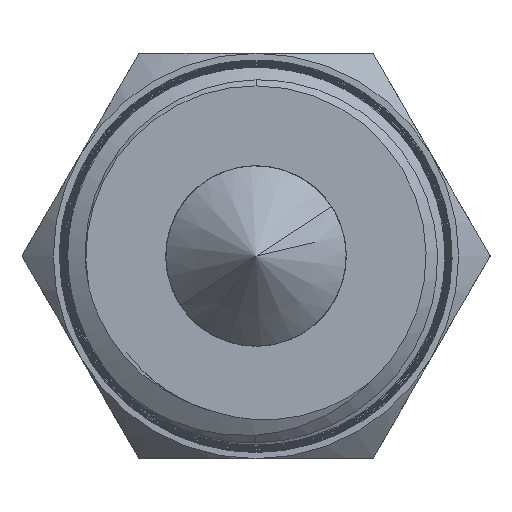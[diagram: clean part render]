
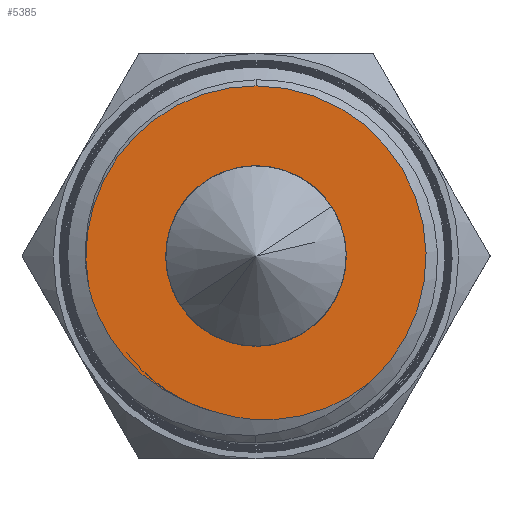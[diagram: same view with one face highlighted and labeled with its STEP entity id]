
A CAD part, front view. The second image highlights one B-rep face of the part: STEP entity #5385.
In plain terms, the highlighted planar face has unit normal (0, -1, 0).
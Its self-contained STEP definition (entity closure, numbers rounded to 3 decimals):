
#53 = DIRECTION ( 'NONE',  ( 0., -1., 0. ) ) ;
#54 = CARTESIAN_POINT ( 'NONE',  ( -3.813, -14., -7.882 ) ) ;
#57 = CARTESIAN_POINT ( 'NONE',  ( -8.913, -14., -2.364 ) ) ;
#83 = CARTESIAN_POINT ( 'NONE',  ( 2.592, -14., -8.644 ) ) ;
#84 = CARTESIAN_POINT ( 'NONE',  ( -6.204, -14., -6.416 ) ) ;
#109 = CARTESIAN_POINT ( 'NONE',  ( -2.696, -14., -8.351 ) ) ;
#146 = CARTESIAN_POINT ( 'NONE',  ( -8.194, -14., -3.966 ) ) ;
#174 = CARTESIAN_POINT ( 'NONE',  ( 5.583, -14., -7.313 ) ) ;
#517 = DIRECTION ( 'NONE',  ( 0., -1., 0. ) ) ;
#698 = EDGE_CURVE ( 'NONE', #4806, #5696, #1136, .T. ) ;
#717 = CARTESIAN_POINT ( 'NONE',  ( -4.47, -14., -7.61 ) ) ;
#775 = CARTESIAN_POINT ( 'NONE',  ( 3.986, -14., -8.185 ) ) ;
#780 = VERTEX_POINT ( 'NONE', #8275 ) ;
#786 = PLANE ( 'NONE',  #2285 ) ;
#837 = CARTESIAN_POINT ( 'NONE',  ( -0.68, -14., -8.84 ) ) ;
#987 = ORIENTED_EDGE ( 'NONE', *, *, #698, .F. ) ;
#990 = FACE_OUTER_BOUND ( 'NONE', #7742, .T. ) ;
#1107 = VERTEX_POINT ( 'NONE', #2121 ) ;
#1136 = B_SPLINE_CURVE_WITH_KNOTS ( 'NONE', 3,
 ( #3550, #1497, #174, #7027, #7680, #775, #7794, #5675, #83, #8435, #3581, #837, #2935, #4217 ),
 .UNSPECIFIED., .F., .F.,
 ( 4, 2, 2, 2, 2, 2, 4 ),
 ( 0.006, 0.007, 0.008, 0.009, 0.01, 0.012, 0.015 ),
 .UNSPECIFIED. ) ;
#1497 = CARTESIAN_POINT ( 'NONE',  ( 5.885, -14., -7.098 ) ) ;
#1498 = CARTESIAN_POINT ( 'NONE',  ( -8.015, -14., -4.275 ) ) ;
#1708 = AXIS2_PLACEMENT_3D ( 'NONE', #1762, #3783, #6508 ) ;
#1762 = CARTESIAN_POINT ( 'NONE',  ( 0., -14., 0. ) ) ;
#1863 = EDGE_LOOP ( 'NONE', ( #3061, #4723 ) ) ;
#2117 = EDGE_CURVE ( 'NONE', #8716, #6448, #8587, .T. ) ;
#2121 = CARTESIAN_POINT ( 'NONE',  ( -3.813, -14., -7.882 ) ) ;
#2145 = CARTESIAN_POINT ( 'NONE',  ( -9.079, -14., -1.679 ) ) ;
#2194 = VERTEX_POINT ( 'NONE', #5247 ) ;
#2272 = DIRECTION ( 'NONE',  ( 0., 0., 1. ) ) ;
#2285 = AXIS2_PLACEMENT_3D ( 'NONE', #5047, #5747, #2272 ) ;
#2394 = CARTESIAN_POINT ( 'NONE',  ( 0., -14., 4.9 ) ) ;
#2817 = CARTESIAN_POINT ( 'NONE',  ( -7.416, -14., -5.142 ) ) ;
#2845 = CARTESIAN_POINT ( 'NONE',  ( -6.963, -14., -5.678 ) ) ;
#2906 = CARTESIAN_POINT ( 'NONE',  ( -3.813, -14., -7.882 ) ) ;
#2935 = CARTESIAN_POINT ( 'NONE',  ( -1.403, -14., -8.714 ) ) ;
#2963 = CARTESIAN_POINT ( 'NONE',  ( 0., -14., -4.9 ) ) ;
#3061 = ORIENTED_EDGE ( 'NONE', *, *, #2117, .F. ) ;
#3294 = ORIENTED_EDGE ( 'NONE', *, *, #3731, .T. ) ;
#3550 = CARTESIAN_POINT ( 'NONE',  ( 6.17, -14., -6.869 ) ) ;
#3581 = CARTESIAN_POINT ( 'NONE',  ( 0.793, -14., -8.912 ) ) ;
#3612 = CARTESIAN_POINT ( 'NONE',  ( -6.721, -14., -5.932 ) ) ;
#3626 = CIRCLE ( 'NONE', #8521, 4.9 ) ;
#3731 = EDGE_CURVE ( 'NONE', #780, #2194, #8838, .T. ) ;
#3783 = DIRECTION ( 'NONE',  ( 0., -1., 0. ) ) ;
#3843 = EDGE_CURVE ( 'NONE', #6448, #8716, #3626, .T. ) ;
#4217 = CARTESIAN_POINT ( 'NONE',  ( -2.109, -14., -8.496 ) ) ;
#4244 = CARTESIAN_POINT ( 'NONE',  ( -5.081, -14., -7.265 ) ) ;
#4332 = DIRECTION ( 'NONE',  ( 0., 0., 1. ) ) ;
#4633 = CARTESIAN_POINT ( 'NONE',  ( 0., -14., 0. ) ) ;
#4723 = ORIENTED_EDGE ( 'NONE', *, *, #3843, .F. ) ;
#4806 = VERTEX_POINT ( 'NONE', #5889 ) ;
#4927 = ORIENTED_EDGE ( 'NONE', *, *, #5560, .F. ) ;
#4951 = CARTESIAN_POINT ( 'NONE',  ( 0., -14., 0. ) ) ;
#4980 = CARTESIAN_POINT ( 'NONE',  ( -3.268, -14., -8.145 ) ) ;
#5047 = CARTESIAN_POINT ( 'NONE',  ( 0., -14., 0. ) ) ;
#5247 = CARTESIAN_POINT ( 'NONE',  ( -9.079, -14., -1.679 ) ) ;
#5385 = ADVANCED_FACE ( 'NONE', ( #6336, #990 ), #786, .F. ) ;
#5560 = EDGE_CURVE ( 'NONE', #5696, #1107, #7688, .T. ) ;
#5675 = CARTESIAN_POINT ( 'NONE',  ( 2.95, -14., -8.549 ) ) ;
#5696 = VERTEX_POINT ( 'NONE', #5764 ) ;
#5711 = CARTESIAN_POINT ( 'NONE',  ( -8.671, -14., -3.021 ) ) ;
#5747 = DIRECTION ( 'NONE',  ( 0., 1., 0. ) ) ;
#5764 = CARTESIAN_POINT ( 'NONE',  ( -2.109, -14., -8.496 ) ) ;
#5889 = CARTESIAN_POINT ( 'NONE',  ( 6.17, -14., -6.869 ) ) ;
#6059 = DIRECTION ( 'NONE',  ( 0., 0., -1. ) ) ;
#6115 = CARTESIAN_POINT ( 'NONE',  ( 0., -14., 0. ) ) ;
#6336 = FACE_BOUND ( 'NONE', #1863, .T. ) ;
#6448 = VERTEX_POINT ( 'NONE', #2394 ) ;
#6508 = DIRECTION ( 'NONE',  ( 0., 0., -1. ) ) ;
#6969 = CARTESIAN_POINT ( 'NONE',  ( -2.109, -14., -8.496 ) ) ;
#7027 = CARTESIAN_POINT ( 'NONE',  ( 4.963, -14., -7.701 ) ) ;
#7091 = CARTESIAN_POINT ( 'NONE',  ( -7.626, -14., -4.862 ) ) ;
#7377 = DIRECTION ( 'NONE',  ( 0., -1., 0. ) ) ;
#7384 = ORIENTED_EDGE ( 'NONE', *, *, #7404, .F. ) ;
#7404 = EDGE_CURVE ( 'NONE', #1107, #2194, #7565, .T. ) ;
#7565 = B_SPLINE_CURVE_WITH_KNOTS ( 'NONE', 3,
 ( #2906, #717, #4244, #7650, #84, #3612, #2845, #2817, #7091, #1498, #146, #5711, #57, #2145 ),
 .UNSPECIFIED., .F., .F.,
 ( 4, 2, 2, 2, 2, 2, 4 ),
 ( 0., 0.002, 0.003, 0.004, 0.005, 0.006, 0.008 ),
 .UNSPECIFIED. ) ;
#7650 = CARTESIAN_POINT ( 'NONE',  ( -5.93, -14., -6.642 ) ) ;
#7680 = CARTESIAN_POINT ( 'NONE',  ( 4.644, -14., -7.875 ) ) ;
#7688 = B_SPLINE_CURVE_WITH_KNOTS ( 'NONE', 3,
 ( #6969, #109, #4980, #54 ),
 .UNSPECIFIED., .F., .F.,
 ( 4, 4 ),
 ( 0., 0.002 ),
 .UNSPECIFIED. ) ;
#7742 = EDGE_LOOP ( 'NONE', ( #987, #8825, #3294, #7384, #4927 ) ) ;
#7794 = CARTESIAN_POINT ( 'NONE',  ( 3.647, -14., -8.32 ) ) ;
#8003 = CIRCLE ( 'NONE', #8294, 9.233 ) ;
#8041 = AXIS2_PLACEMENT_3D ( 'NONE', #4633, #517, #8083 ) ;
#8083 = DIRECTION ( 'NONE',  ( 0., 0., 1. ) ) ;
#8275 = CARTESIAN_POINT ( 'NONE',  ( 0., -14., 9.233 ) ) ;
#8294 = AXIS2_PLACEMENT_3D ( 'NONE', #4951, #53, #4332 ) ;
#8435 = CARTESIAN_POINT ( 'NONE',  ( 1.518, -14., -8.857 ) ) ;
#8521 = AXIS2_PLACEMENT_3D ( 'NONE', #6115, #7377, #6059 ) ;
#8587 = CIRCLE ( 'NONE', #1708, 4.9 ) ;
#8716 = VERTEX_POINT ( 'NONE', #2963 ) ;
#8825 = ORIENTED_EDGE ( 'NONE', *, *, #8864, .T. ) ;
#8838 = CIRCLE ( 'NONE', #8041, 9.233 ) ;
#8864 = EDGE_CURVE ( 'NONE', #4806, #780, #8003, .T. ) ;
